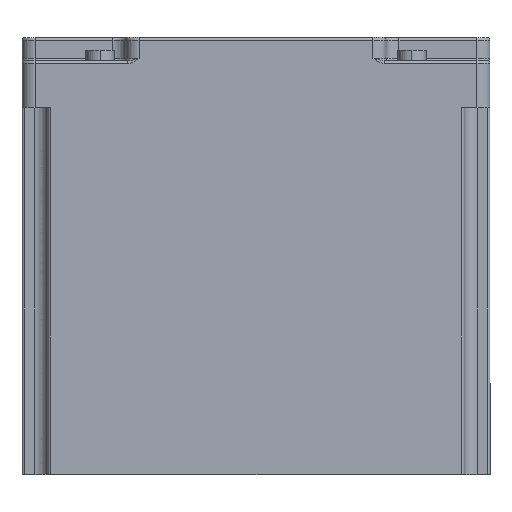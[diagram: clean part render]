
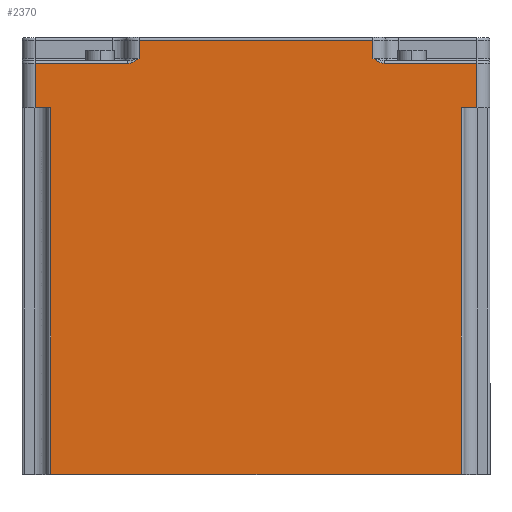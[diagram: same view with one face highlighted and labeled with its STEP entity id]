
A CAD part, top view. The second image highlights one B-rep face of the part: STEP entity #2370.
In plain terms, the highlighted planar face has unit normal (0, 0, 1).
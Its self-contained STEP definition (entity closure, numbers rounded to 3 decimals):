
#3 = LINE ( 'NONE', #2537, #2983 ) ;
#61 = CARTESIAN_POINT ( 'NONE',  ( 45., 168., 10. ) ) ;
#63 = VERTEX_POINT ( 'NONE', #1370 ) ;
#106 = LINE ( 'NONE', #61, #1310 ) ;
#107 = DIRECTION ( 'NONE',  ( 0., 1., 0. ) ) ;
#139 = PLANE ( 'NONE',  #2416 ) ;
#144 = ORIENTED_EDGE ( 'NONE', *, *, #1122, .T. ) ;
#177 = CARTESIAN_POINT ( 'NONE',  ( 135., 160., 10. ) ) ;
#192 = ORIENTED_EDGE ( 'NONE', *, *, #2290, .T. ) ;
#193 = FACE_OUTER_BOUND ( 'NONE', #1741, .T. ) ;
#200 = CARTESIAN_POINT ( 'NONE',  ( 42.54, 158.48, 10. ) ) ;
#204 = CARTESIAN_POINT ( 'NONE',  ( 5., 141., 10. ) ) ;
#212 = DIRECTION ( 'NONE',  ( 0., -1., 0. ) ) ;
#337 = VERTEX_POINT ( 'NONE', #2920 ) ;
#339 = ORIENTED_EDGE ( 'NONE', *, *, #528, .T. ) ;
#355 = CARTESIAN_POINT ( 'NONE',  ( 169., 141., 10. ) ) ;
#357 = LINE ( 'NONE', #2598, #2842 ) ;
#363 = B_SPLINE_CURVE_WITH_KNOTS ( 'NONE', 3,
 ( #409, #1594, #891, #2562, #1132, #2820, #1369, #3058, #1605, #177 ),
 .UNSPECIFIED., .F., .F.,
 ( 4, 2, 2, 2, 4 ),
 ( 0., 0.001, 0.002, 0.002, 0.005 ),
 .UNSPECIFIED. ) ;
#380 = EDGE_CURVE ( 'NONE', #804, #2299, #1791, .T. ) ;
#383 = CARTESIAN_POINT ( 'NONE',  ( 0., 141., 10. ) ) ;
#409 = CARTESIAN_POINT ( 'NONE',  ( 139.472, 158., 10. ) ) ;
#421 = VECTOR ( 'NONE', #1806, 1000. ) ;
#437 = CARTESIAN_POINT ( 'NONE',  ( 41.96, 158.25, 10. ) ) ;
#462 = ORIENTED_EDGE ( 'NONE', *, *, #1102, .F. ) ;
#474 = LINE ( 'NONE', #355, #2889 ) ;
#528 = EDGE_CURVE ( 'NONE', #940, #2874, #474, .T. ) ;
#571 = CARTESIAN_POINT ( 'NONE',  ( 45., 167., 10. ) ) ;
#580 = VECTOR ( 'NONE', #1091, 1000. ) ;
#585 = VERTEX_POINT ( 'NONE', #1563 ) ;
#647 = DIRECTION ( 'NONE',  ( 0., -1., 0. ) ) ;
#653 = LINE ( 'NONE', #2518, #580 ) ;
#654 = EDGE_CURVE ( 'NONE', #585, #1349, #1992, .T. ) ;
#656 = CARTESIAN_POINT ( 'NONE',  ( 44.322, 159.521, 10. ) ) ;
#677 = CARTESIAN_POINT ( 'NONE',  ( 40.949, 158., 10. ) ) ;
#741 = VECTOR ( 'NONE', #871, 1000. ) ;
#777 = CARTESIAN_POINT ( 'NONE',  ( 5., 158., 10. ) ) ;
#787 = VERTEX_POINT ( 'NONE', #1674 ) ;
#803 = CARTESIAN_POINT ( 'NONE',  ( 169., 0., 10. ) ) ;
#804 = VERTEX_POINT ( 'NONE', #2399 ) ;
#871 = DIRECTION ( 'NONE',  ( -1., 0., 0. ) ) ;
#891 = CARTESIAN_POINT ( 'NONE',  ( 138.642, 158.072, 10. ) ) ;
#897 = CARTESIAN_POINT ( 'NONE',  ( 175., 141., 10. ) ) ;
#908 = VECTOR ( 'NONE', #1074, 1000. ) ;
#940 = VERTEX_POINT ( 'NONE', #803 ) ;
#975 = CARTESIAN_POINT ( 'NONE',  ( 135., 160., 10. ) ) ;
#1019 = VERTEX_POINT ( 'NONE', #2549 ) ;
#1074 = DIRECTION ( 'NONE',  ( 0., -1., 0. ) ) ;
#1078 = VERTEX_POINT ( 'NONE', #897 ) ;
#1088 = VECTOR ( 'NONE', #2843, 1000. ) ;
#1091 = DIRECTION ( 'NONE',  ( -1., 0., 0. ) ) ;
#1102 = EDGE_CURVE ( 'NONE', #1249, #1078, #1715, .T. ) ;
#1104 = DIRECTION ( 'NONE',  ( 0., 0., -1. ) ) ;
#1122 = EDGE_CURVE ( 'NONE', #3043, #1019, #3012, .T. ) ;
#1132 = CARTESIAN_POINT ( 'NONE',  ( 137.843, 158.321, 10. ) ) ;
#1249 = VERTEX_POINT ( 'NONE', #2932 ) ;
#1310 = VECTOR ( 'NONE', #2446, 1000. ) ;
#1349 = VERTEX_POINT ( 'NONE', #571 ) ;
#1369 = CARTESIAN_POINT ( 'NONE',  ( 137.273, 158.568, 10. ) ) ;
#1370 = CARTESIAN_POINT ( 'NONE',  ( 11., 0., 10. ) ) ;
#1460 = ORIENTED_EDGE ( 'NONE', *, *, #1533, .T. ) ;
#1533 = EDGE_CURVE ( 'NONE', #787, #2627, #363, .T. ) ;
#1559 = EDGE_CURVE ( 'NONE', #337, #804, #2350, .T. ) ;
#1563 = CARTESIAN_POINT ( 'NONE',  ( 135., 167., 10. ) ) ;
#1594 = CARTESIAN_POINT ( 'NONE',  ( 139.051, 158., 10. ) ) ;
#1605 = CARTESIAN_POINT ( 'NONE',  ( 135.678, 159.521, 10. ) ) ;
#1609 = LINE ( 'NONE', #2252, #2168 ) ;
#1624 = CARTESIAN_POINT ( 'NONE',  ( 42.727, 158.568, 10. ) ) ;
#1667 = ORIENTED_EDGE ( 'NONE', *, *, #2271, .T. ) ;
#1674 = CARTESIAN_POINT ( 'NONE',  ( 139.472, 158., 10. ) ) ;
#1715 = LINE ( 'NONE', #2339, #1088 ) ;
#1741 = EDGE_LOOP ( 'NONE', ( #2535, #3099, #1895, #1769, #2071, #192, #144, #1982, #2118, #339, #1667, #462, #1843, #1460 ) ) ;
#1769 = ORIENTED_EDGE ( 'NONE', *, *, #1559, .T. ) ;
#1791 = LINE ( 'NONE', #777, #2450 ) ;
#1806 = DIRECTION ( 'NONE',  ( 1., 0., 0. ) ) ;
#1821 = EDGE_CURVE ( 'NONE', #585, #2627, #3, .T. ) ;
#1841 = EDGE_CURVE ( 'NONE', #63, #940, #3056, .T. ) ;
#1843 = ORIENTED_EDGE ( 'NONE', *, *, #2885, .T. ) ;
#1850 = CARTESIAN_POINT ( 'NONE',  ( 42.157, 158.321, 10. ) ) ;
#1851 = CARTESIAN_POINT ( 'NONE',  ( 5., 141., 10. ) ) ;
#1895 = ORIENTED_EDGE ( 'NONE', *, *, #2761, .T. ) ;
#1982 = ORIENTED_EDGE ( 'NONE', *, *, #3060, .T. ) ;
#1992 = LINE ( 'NONE', #2286, #741 ) ;
#2016 = CARTESIAN_POINT ( 'NONE',  ( 5., 158., 10. ) ) ;
#2060 = CARTESIAN_POINT ( 'NONE',  ( 0., 0., 10. ) ) ;
#2071 = ORIENTED_EDGE ( 'NONE', *, *, #380, .T. ) ;
#2094 = CARTESIAN_POINT ( 'NONE',  ( 41.358, 158.072, 10. ) ) ;
#2118 = ORIENTED_EDGE ( 'NONE', *, *, #1841, .T. ) ;
#2168 = VECTOR ( 'NONE', #2762, 1000. ) ;
#2194 = DIRECTION ( 'NONE',  ( -1., 0., 0. ) ) ;
#2252 = CARTESIAN_POINT ( 'NONE',  ( 5., 141., 10. ) ) ;
#2271 = EDGE_CURVE ( 'NONE', #2874, #1078, #1609, .T. ) ;
#2286 = CARTESIAN_POINT ( 'NONE',  ( 45., 167., 10. ) ) ;
#2290 = EDGE_CURVE ( 'NONE', #2299, #3043, #2911, .T. ) ;
#2299 = VERTEX_POINT ( 'NONE', #2016 ) ;
#2339 = CARTESIAN_POINT ( 'NONE',  ( 175., 159., 10. ) ) ;
#2343 = CARTESIAN_POINT ( 'NONE',  ( 40.528, 158., 10. ) ) ;
#2350 = B_SPLINE_CURVE_WITH_KNOTS ( 'NONE', 3,
 ( #2583, #656, #3081, #1624, #200, #1850, #437, #2094, #677, #2343 ),
 .UNSPECIFIED., .F., .F.,
 ( 4, 2, 2, 2, 4 ),
 ( 0., 0.002, 0.003, 0.004, 0.005 ),
 .UNSPECIFIED. ) ;
#2370 = ADVANCED_FACE ( 'NONE', ( #193 ), #139, .F. ) ;
#2399 = CARTESIAN_POINT ( 'NONE',  ( 40.528, 158., 10. ) ) ;
#2416 = AXIS2_PLACEMENT_3D ( 'NONE', #383, #1104, #2794 ) ;
#2446 = DIRECTION ( 'NONE',  ( 0., -1., 0. ) ) ;
#2450 = VECTOR ( 'NONE', #2194, 1000. ) ;
#2518 = CARTESIAN_POINT ( 'NONE',  ( 135., 158., 10. ) ) ;
#2535 = ORIENTED_EDGE ( 'NONE', *, *, #1821, .F. ) ;
#2537 = CARTESIAN_POINT ( 'NONE',  ( 135., 168., 10. ) ) ;
#2549 = CARTESIAN_POINT ( 'NONE',  ( 11., 141., 10. ) ) ;
#2562 = CARTESIAN_POINT ( 'NONE',  ( 138.04, 158.25, 10. ) ) ;
#2583 = CARTESIAN_POINT ( 'NONE',  ( 45., 160., 10. ) ) ;
#2598 = CARTESIAN_POINT ( 'NONE',  ( 11., 0., 10. ) ) ;
#2627 = VERTEX_POINT ( 'NONE', #975 ) ;
#2759 = CARTESIAN_POINT ( 'NONE',  ( 169., 141., 10. ) ) ;
#2761 = EDGE_CURVE ( 'NONE', #1349, #337, #106, .T. ) ;
#2762 = DIRECTION ( 'NONE',  ( 1., 0., 0. ) ) ;
#2794 = DIRECTION ( 'NONE',  ( -1., 0., 0. ) ) ;
#2820 = CARTESIAN_POINT ( 'NONE',  ( 137.46, 158.48, 10. ) ) ;
#2842 = VECTOR ( 'NONE', #212, 1000. ) ;
#2843 = DIRECTION ( 'NONE',  ( 0., -1., 0. ) ) ;
#2874 = VERTEX_POINT ( 'NONE', #2759 ) ;
#2885 = EDGE_CURVE ( 'NONE', #1249, #787, #653, .T. ) ;
#2889 = VECTOR ( 'NONE', #107, 1000. ) ;
#2911 = LINE ( 'NONE', #3007, #908 ) ;
#2920 = CARTESIAN_POINT ( 'NONE',  ( 45., 160., 10. ) ) ;
#2932 = CARTESIAN_POINT ( 'NONE',  ( 175., 158., 10. ) ) ;
#2944 = VECTOR ( 'NONE', #3086, 1000. ) ;
#2983 = VECTOR ( 'NONE', #647, 1000. ) ;
#3007 = CARTESIAN_POINT ( 'NONE',  ( 5., 159., 10. ) ) ;
#3012 = LINE ( 'NONE', #204, #2944 ) ;
#3043 = VERTEX_POINT ( 'NONE', #1851 ) ;
#3056 = LINE ( 'NONE', #2060, #421 ) ;
#3058 = CARTESIAN_POINT ( 'NONE',  ( 136.355, 159.041, 10. ) ) ;
#3060 = EDGE_CURVE ( 'NONE', #1019, #63, #357, .T. ) ;
#3081 = CARTESIAN_POINT ( 'NONE',  ( 43.645, 159.041, 10. ) ) ;
#3086 = DIRECTION ( 'NONE',  ( 1., 0., 0. ) ) ;
#3099 = ORIENTED_EDGE ( 'NONE', *, *, #654, .T. ) ;
